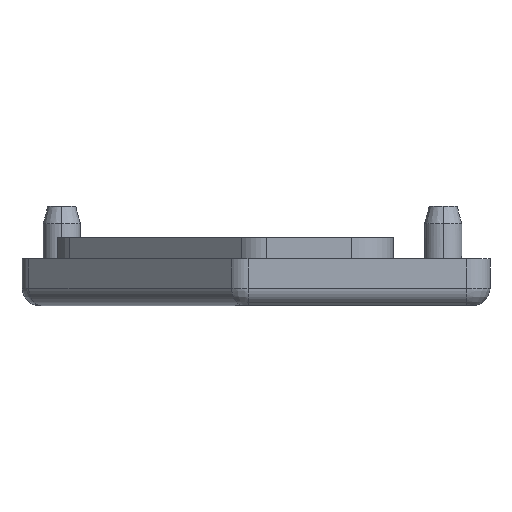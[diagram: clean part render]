
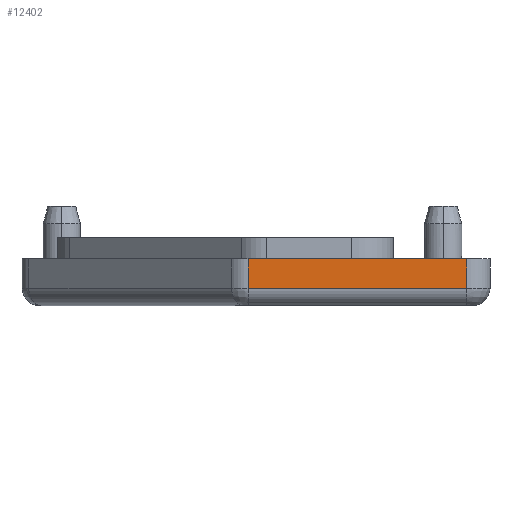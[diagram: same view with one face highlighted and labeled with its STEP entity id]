
A CAD part, left-side view. The second image highlights one B-rep face of the part: STEP entity #12402.
In plain terms, the highlighted planar face has unit normal (-1, 0, 0).
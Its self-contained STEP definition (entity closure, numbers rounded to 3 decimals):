
#8604 = PLANE('',#8605);
#8605 = AXIS2_PLACEMENT_3D('',#8606,#8607,#8608);
#8606 = CARTESIAN_POINT('',(-43.4,5.8,4.));
#8607 = DIRECTION('',(0.,0.,1.));
#8608 = DIRECTION('',(0.,-1.,0.));
#9579 = VERTEX_POINT('',#9580);
#9580 = CARTESIAN_POINT('',(-67.6,20.672,4.));
#9599 = CYLINDRICAL_SURFACE('',#9600,2.);
#9600 = AXIS2_PLACEMENT_3D('',#9601,#9602,#9603);
#9601 = CARTESIAN_POINT('',(-65.6,20.672,0.));
#9602 = DIRECTION('',(0.,0.,-1.));
#9603 = DIRECTION('',(1.,0.,0.));
#9611 = EDGE_CURVE('',#9612,#9579,#9614,.T.);
#9612 = VERTEX_POINT('',#9613);
#9613 = CARTESIAN_POINT('',(-67.6,2.,4.));
#9614 = SURFACE_CURVE('',#9615,(#9619,#9626),.PCURVE_S1.);
#9615 = LINE('',#9616,#9617);
#9616 = CARTESIAN_POINT('',(-67.6,2.,4.));
#9617 = VECTOR('',#9618,1.);
#9618 = DIRECTION('',(0.,1.,0.));
#9619 = PCURVE('',#8604,#9620);
#9620 = DEFINITIONAL_REPRESENTATION('',(#9621),#9625);
#9621 = LINE('',#9622,#9623);
#9622 = CARTESIAN_POINT('',(3.8,-24.2));
#9623 = VECTOR('',#9624,1.);
#9624 = DIRECTION('',(-1.,0.));
#9625 = ( GEOMETRIC_REPRESENTATION_CONTEXT(2) 
PARAMETRIC_REPRESENTATION_CONTEXT() REPRESENTATION_CONTEXT('2D SPACE',''
  ) );
#9626 = PCURVE('',#9627,#9632);
#9627 = PLANE('',#9628);
#9628 = AXIS2_PLACEMENT_3D('',#9629,#9630,#9631);
#9629 = CARTESIAN_POINT('',(-67.6,2.,0.));
#9630 = DIRECTION('',(1.,0.,0.));
#9631 = DIRECTION('',(0.,0.,-1.));
#9632 = DEFINITIONAL_REPRESENTATION('',(#9633),#9637);
#9633 = LINE('',#9634,#9635);
#9634 = CARTESIAN_POINT('',(-4.,0.));
#9635 = VECTOR('',#9636,1.);
#9636 = DIRECTION('',(0.,1.));
#9637 = ( GEOMETRIC_REPRESENTATION_CONTEXT(2) 
PARAMETRIC_REPRESENTATION_CONTEXT() REPRESENTATION_CONTEXT('2D SPACE',''
  ) );
#9660 = CYLINDRICAL_SURFACE('',#9661,2.);
#9661 = AXIS2_PLACEMENT_3D('',#9662,#9663,#9664);
#9662 = CARTESIAN_POINT('',(-65.6,2.,0.));
#9663 = DIRECTION('',(0.,0.,-1.));
#9664 = DIRECTION('',(1.,0.,0.));
#12341 = EDGE_CURVE('',#12342,#9612,#12344,.T.);
#12342 = VERTEX_POINT('',#12343);
#12343 = CARTESIAN_POINT('',(-67.6,2.,1.5));
#12344 = SURFACE_CURVE('',#12345,(#12349,#12356),.PCURVE_S1.);
#12345 = LINE('',#12346,#12347);
#12346 = CARTESIAN_POINT('',(-67.6,2.,0.));
#12347 = VECTOR('',#12348,1.);
#12348 = DIRECTION('',(0.,-0.,1.));
#12349 = PCURVE('',#9660,#12350);
#12350 = DEFINITIONAL_REPRESENTATION('',(#12351),#12355);
#12351 = LINE('',#12352,#12353);
#12352 = CARTESIAN_POINT('',(3.142,0.));
#12353 = VECTOR('',#12354,1.);
#12354 = DIRECTION('',(0.,-1.));
#12355 = ( GEOMETRIC_REPRESENTATION_CONTEXT(2) 
PARAMETRIC_REPRESENTATION_CONTEXT() REPRESENTATION_CONTEXT('2D SPACE',''
  ) );
#12356 = PCURVE('',#9627,#12357);
#12357 = DEFINITIONAL_REPRESENTATION('',(#12358),#12362);
#12358 = LINE('',#12359,#12360);
#12359 = CARTESIAN_POINT('',(0.,0.));
#12360 = VECTOR('',#12361,1.);
#12361 = DIRECTION('',(-1.,0.));
#12362 = ( GEOMETRIC_REPRESENTATION_CONTEXT(2) 
PARAMETRIC_REPRESENTATION_CONTEXT() REPRESENTATION_CONTEXT('2D SPACE',''
  ) );
#12402 = ADVANCED_FACE('',(#12403),#9627,.F.);
#12403 = FACE_BOUND('',#12404,.T.);
#12404 = EDGE_LOOP('',(#12405,#12428,#12454,#12455));
#12405 = ORIENTED_EDGE('',*,*,#12406,.F.);
#12406 = EDGE_CURVE('',#12407,#9579,#12409,.T.);
#12407 = VERTEX_POINT('',#12408);
#12408 = CARTESIAN_POINT('',(-67.6,20.672,1.5));
#12409 = SURFACE_CURVE('',#12410,(#12414,#12421),.PCURVE_S1.);
#12410 = LINE('',#12411,#12412);
#12411 = CARTESIAN_POINT('',(-67.6,20.672,0.));
#12412 = VECTOR('',#12413,1.);
#12413 = DIRECTION('',(0.,-0.,1.));
#12414 = PCURVE('',#9627,#12415);
#12415 = DEFINITIONAL_REPRESENTATION('',(#12416),#12420);
#12416 = LINE('',#12417,#12418);
#12417 = CARTESIAN_POINT('',(0.,18.672));
#12418 = VECTOR('',#12419,1.);
#12419 = DIRECTION('',(-1.,0.));
#12420 = ( GEOMETRIC_REPRESENTATION_CONTEXT(2) 
PARAMETRIC_REPRESENTATION_CONTEXT() REPRESENTATION_CONTEXT('2D SPACE',''
  ) );
#12421 = PCURVE('',#9599,#12422);
#12422 = DEFINITIONAL_REPRESENTATION('',(#12423),#12427);
#12423 = LINE('',#12424,#12425);
#12424 = CARTESIAN_POINT('',(3.142,0.));
#12425 = VECTOR('',#12426,1.);
#12426 = DIRECTION('',(0.,-1.));
#12427 = ( GEOMETRIC_REPRESENTATION_CONTEXT(2) 
PARAMETRIC_REPRESENTATION_CONTEXT() REPRESENTATION_CONTEXT('2D SPACE',''
  ) );
#12428 = ORIENTED_EDGE('',*,*,#12429,.T.);
#12429 = EDGE_CURVE('',#12407,#12342,#12430,.T.);
#12430 = SURFACE_CURVE('',#12431,(#12435,#12442),.PCURVE_S1.);
#12431 = LINE('',#12432,#12433);
#12432 = CARTESIAN_POINT('',(-67.6,2.,1.5));
#12433 = VECTOR('',#12434,1.);
#12434 = DIRECTION('',(0.,-1.,0.));
#12435 = PCURVE('',#9627,#12436);
#12436 = DEFINITIONAL_REPRESENTATION('',(#12437),#12441);
#12437 = LINE('',#12438,#12439);
#12438 = CARTESIAN_POINT('',(-1.5,0.));
#12439 = VECTOR('',#12440,1.);
#12440 = DIRECTION('',(-0.,-1.));
#12441 = ( GEOMETRIC_REPRESENTATION_CONTEXT(2) 
PARAMETRIC_REPRESENTATION_CONTEXT() REPRESENTATION_CONTEXT('2D SPACE',''
  ) );
#12442 = PCURVE('',#12443,#12448);
#12443 = CYLINDRICAL_SURFACE('',#12444,1.5);
#12444 = AXIS2_PLACEMENT_3D('',#12445,#12446,#12447);
#12445 = CARTESIAN_POINT('',(-66.1,5.8,1.5));
#12446 = DIRECTION('',(0.,-1.,-0.));
#12447 = DIRECTION('',(0.,0.,-1.));
#12448 = DEFINITIONAL_REPRESENTATION('',(#12449),#12453);
#12449 = LINE('',#12450,#12451);
#12450 = CARTESIAN_POINT('',(4.712,3.8));
#12451 = VECTOR('',#12452,1.);
#12452 = DIRECTION('',(0.,1.));
#12453 = ( GEOMETRIC_REPRESENTATION_CONTEXT(2) 
PARAMETRIC_REPRESENTATION_CONTEXT() REPRESENTATION_CONTEXT('2D SPACE',''
  ) );
#12454 = ORIENTED_EDGE('',*,*,#12341,.T.);
#12455 = ORIENTED_EDGE('',*,*,#9611,.T.);
